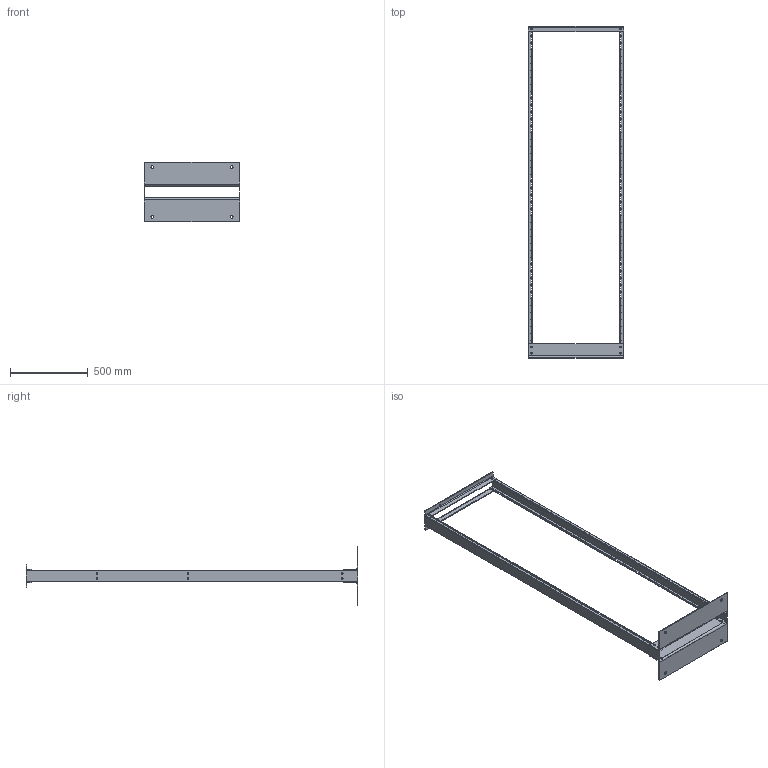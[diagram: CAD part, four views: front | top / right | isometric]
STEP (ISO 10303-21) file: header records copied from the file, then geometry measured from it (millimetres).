
FILE_DESCRIPTION (( 'STEP AP214' ), '1' );
FILE_NAME ('LC23IN2P45U-S_3D.step', '2024-03-11T20:09:16', ( '' ), ( '' ), 'SwSTEP 2.0', 'SolidWorks 2022', '' );
FILE_SCHEMA (( 'AUTOMOTIVE_DESIGN' ));
Length unit declared in the file: inch
Products named in the file (5): 10.20.030301.0007_5; LC23IN2P45U-S_3D; 10.10.030302.0003_5; 10.10.030301.0006_45U-·½¿×_5; 10.10.030303.0001_5
Assembly tree (7 placements, depth 3):
  LC23IN2P45U-S_3D
    10.10.030303.0001_5  x2
    10.10.030302.0003_5  x2
    10.20.030301.0007_5  x2
      10.10.030301.0006_45U-·½¿×_5
Bounding box: 616.45 x 2133.1 x 381 mm (x, y, z)
Volume: 3128785.9 mm3; surface area: 1877017 mm2
Topology: 6 solids, 6 shells, 2700 faces, 8064 edges, 5376 vertices
Faces by surface type: plane 2392, cylinder 308
Entity records: 46118 total; most frequent: CARTESIAN_POINT 8081, ORIENTED_EDGE 8064, DIRECTION 7062, EDGE_CURVE 4032, LINE 3724, VECTOR 3724, VERTEX_POINT 2688, EDGE_LOOP 1934
